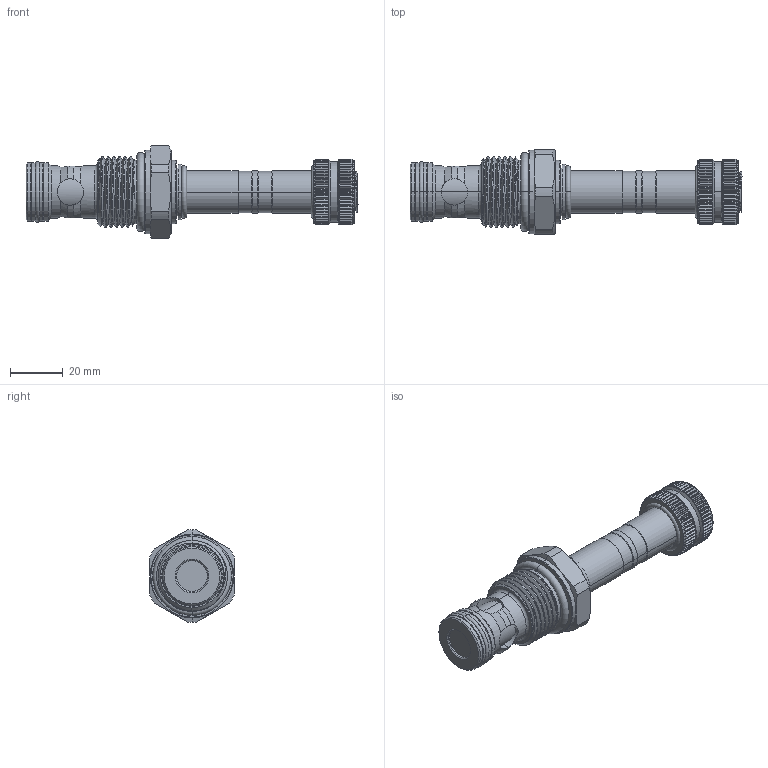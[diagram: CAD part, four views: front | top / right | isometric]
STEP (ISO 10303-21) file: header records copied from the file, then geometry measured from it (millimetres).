
FILE_DESCRIPTION (( 'STEP AP203' ), '1' );
FILE_NAME ('EP12W2C31N05.STEP', '2024-08-15T03:35:15', ( '' ), ( '' ), 'SwSTEP 2.0', 'SolidWorks 2018', '' );
FILE_SCHEMA (( 'CONFIG_CONTROL_DESIGN' ));
Length unit declared in the file: millimetre
Products named in the file (1): EP12W2C31N05
Bounding box: 125.9 x 32 x 35.1 mm (x, y, z)
Volume: 47831.6 mm3; surface area: 15512.2 mm2
Topology: 4 solids, 4 shells, 1043 faces, 2750 edges, 1737 vertices
Faces by surface type: cylinder 422, plane 420, cone 156, torus 26, bspline 17, sphere 2
Entity records: 39391 total; most frequent: CARTESIAN_POINT 14626, ORIENTED_EDGE 5490, DIRECTION 4843, EDGE_CURVE 2745, AXIS2_PLACEMENT_3D 1885, VERTEX_POINT 1734, VECTOR 1073, LINE 1073
